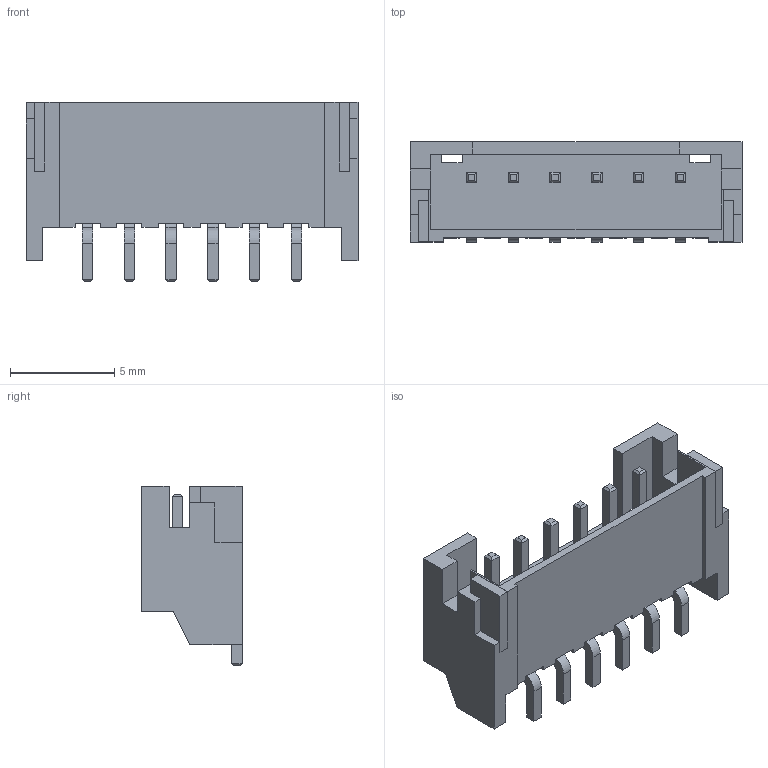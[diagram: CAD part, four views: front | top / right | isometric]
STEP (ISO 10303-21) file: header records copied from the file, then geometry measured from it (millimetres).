
FILE_DESCRIPTION(/* description */ (''),/* implementation_level */ '2;1');
FILE_NAME(/* name */ 'S6B-PH-SM4-TB.stp',/* time_stamp */ '2017-03-17T14:28:13+09:00',/* author */ (''),/* organization */ (''),/* preprocessor_version */ 'ST-DEVELOPER v16.5',/* originating_system */ 'Autodesk Translation Framework v5.2.0.2920',/* authorisation */ '');
FILE_SCHEMA (('AUTOMOTIVE_DESIGN { 1 0 10303 214 3 1 1 }'));
Length unit declared in the file: millimetre
Products named in the file (1): S3B-PH-SM4-TB v8
Bounding box: 15.9 x 4.8 x 8.6 mm (x, y, z)
Volume: 153.4 mm3; surface area: 715.8 mm2
Topology: 9 solids, 9 shells, 246 faces, 648 edges, 416 vertices
Faces by surface type: plane 222, cylinder 24
Entity records: 7476 total; most frequent: CARTESIAN_POINT 1311, ORIENTED_EDGE 1296, DIRECTION 1190, EDGE_CURVE 648, LINE 600, VECTOR 600, VERTEX_POINT 416, AXIS2_PLACEMENT_3D 295
